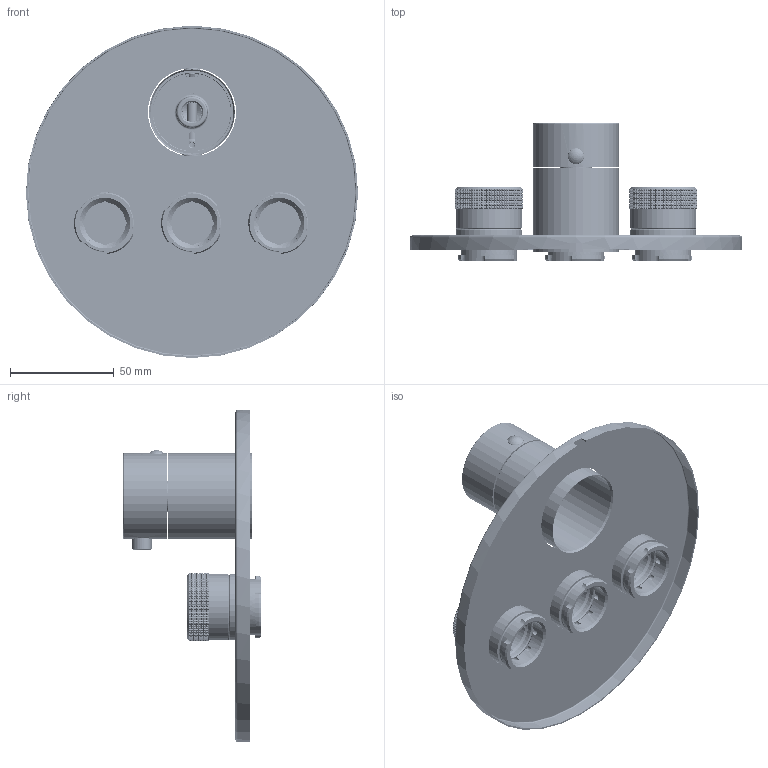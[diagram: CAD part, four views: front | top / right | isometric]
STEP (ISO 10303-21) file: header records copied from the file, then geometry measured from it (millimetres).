
FILE_DESCRIPTION((''),'2;1');
FILE_NAME('AIMA693E001','2023-09-07T16:23:27',('michelaferrini'),(''),'CREO PARAMETRIC BY PTC INC, 2022164','CREO PARAMETRIC BY PTC INC, 2022164','');
FILE_SCHEMA(('CONFIG_CONTROL_DESIGN'));
Products named in the file (10): SINMAC0010; AIMA693C009; AIMA005C001; SPLMAC0005; AIMA005C002; AIMA693C010; SRNMAC0009; AIMA693C017; AIMA693C012; AIMA693E001
Assembly tree (17 placements, depth 2):
  AIMA693E001
    SINMAC0010
    AIMA693C009
    AIMA005C001
    SPLMAC0005
    AIMA005C002
    AIMA693C010  x3
    SRNMAC0009  x3
    AIMA693C017  x3
    AIMA693C012  x3
Bounding box: 160 x 66.87 x 160 mm (x, y, z)
Volume: 73983.2 mm3; surface area: 99755.1 mm2
Topology: 17 solids, 19 shells, 13705 faces, 32254 edges, 18625 vertices
Faces by surface type: cylinder 4264, plane 4093, cone 3555, torus 1740, bspline 41, sphere 12
Entity records: 150520 total; most frequent: CARTESIAN_POINT 49901, ORIENTED_EDGE 22598, DIRECTION 18595, EDGE_CURVE 11304, AXIS2_PLACEMENT_3D 7777, VERTEX_POINT 6557, B_SPLINE_CURVE_WITH_KNOTS 5267, EDGE_LOOP 4833
